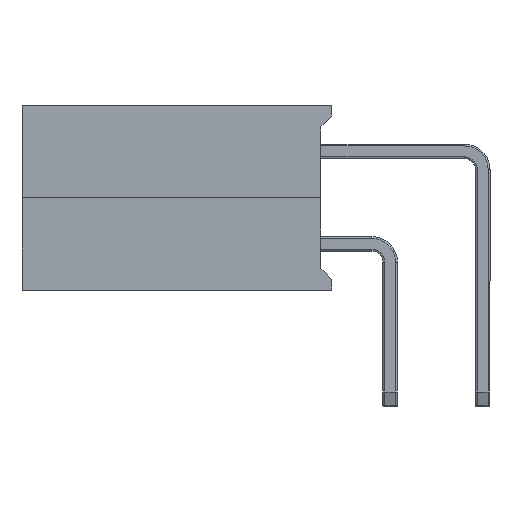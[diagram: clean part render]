
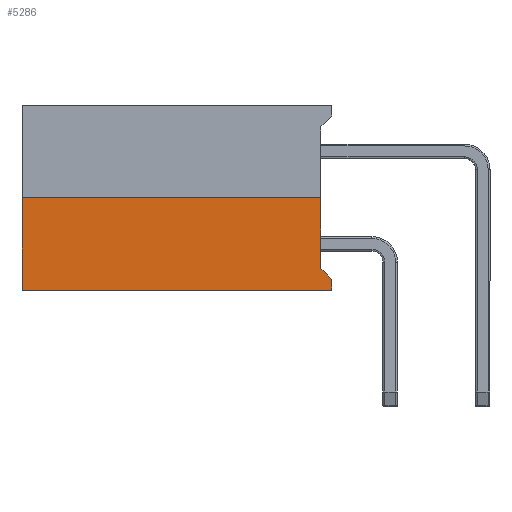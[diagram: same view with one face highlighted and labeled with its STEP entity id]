
A CAD part, left-side view. The second image highlights one B-rep face of the part: STEP entity #5286.
In plain terms, the highlighted planar face has unit normal (-1, 0, 0).
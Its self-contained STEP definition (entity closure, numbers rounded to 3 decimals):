
#251=PLANE('',#5865);
#502=FACE_OUTER_BOUND('',#829,.T.);
#829=EDGE_LOOP('',(#4007,#4008,#4009,#4010,#4011,#4012));
#1191=LINE('',#8835,#1575);
#1195=LINE('',#8842,#1579);
#1206=LINE('',#8866,#1590);
#1209=LINE('',#8872,#1593);
#1210=LINE('',#8874,#1594);
#1211=LINE('',#8875,#1595);
#1575=VECTOR('',#7104,10.);
#1579=VECTOR('',#7110,10.);
#1590=VECTOR('',#7133,10.);
#1593=VECTOR('',#7138,10.);
#1594=VECTOR('',#7139,10.);
#1595=VECTOR('',#7140,10.);
#2279=VERTEX_POINT('',#8832);
#2280=VERTEX_POINT('',#8834);
#2282=VERTEX_POINT('',#8840);
#2289=VERTEX_POINT('',#8865);
#2291=VERTEX_POINT('',#8871);
#2292=VERTEX_POINT('',#8873);
#2863=EDGE_CURVE('',#2279,#2280,#1191,.T.);
#2867=EDGE_CURVE('',#2279,#2282,#1195,.T.);
#2880=EDGE_CURVE('',#2289,#2280,#1206,.T.);
#2883=EDGE_CURVE('',#2282,#2291,#1209,.T.);
#2884=EDGE_CURVE('',#2292,#2291,#1210,.T.);
#2885=EDGE_CURVE('',#2289,#2292,#1211,.T.);
#4007=ORIENTED_EDGE('',*,*,#2867,.T.);
#4008=ORIENTED_EDGE('',*,*,#2883,.T.);
#4009=ORIENTED_EDGE('',*,*,#2884,.F.);
#4010=ORIENTED_EDGE('',*,*,#2885,.F.);
#4011=ORIENTED_EDGE('',*,*,#2880,.T.);
#4012=ORIENTED_EDGE('',*,*,#2863,.F.);
#5286=ADVANCED_FACE('',(#502),#251,.T.);
#5865=AXIS2_PLACEMENT_3D('',#8870,#7136,#7137);
#7104=DIRECTION('',(0.,-0.707,-0.707));
#7110=DIRECTION('',(0.,0.,1.));
#7133=DIRECTION('',(0.,0.,1.));
#7136=DIRECTION('center_axis',(-1.,0.,0.));
#7137=DIRECTION('ref_axis',(0.,0.,
1.));
#7138=DIRECTION('',(0.,1.,0.));
#7139=DIRECTION('',(0.,0.,1.));
#7140=DIRECTION('',(0.,1.,0.));
#8832=CARTESIAN_POINT('',(-1.27,1.9,0.6));
#8834=CARTESIAN_POINT('',(-1.27,1.6,0.3));
#8835=CARTESIAN_POINT('',(-1.27,1.6,0.3));
#8840=CARTESIAN_POINT('',(-1.27,1.9,2.54));
#8842=CARTESIAN_POINT('',(-1.27,1.9,0.635));
#8865=CARTESIAN_POINT('',(-1.27,1.6,0.));
#8866=CARTESIAN_POINT('',(-1.27,1.6,0.));
#8870=CARTESIAN_POINT('Origin',(-1.27,1.6,0.));
#8871=CARTESIAN_POINT('',(-1.27,10.1,2.54));
#8872=CARTESIAN_POINT('',(-1.27,1.6,2.54));
#8873=CARTESIAN_POINT('',(-1.27,10.1,0.));
#8874=CARTESIAN_POINT('',(-1.27,10.1,0.));
#8875=CARTESIAN_POINT('',(-1.27,1.6,0.));
